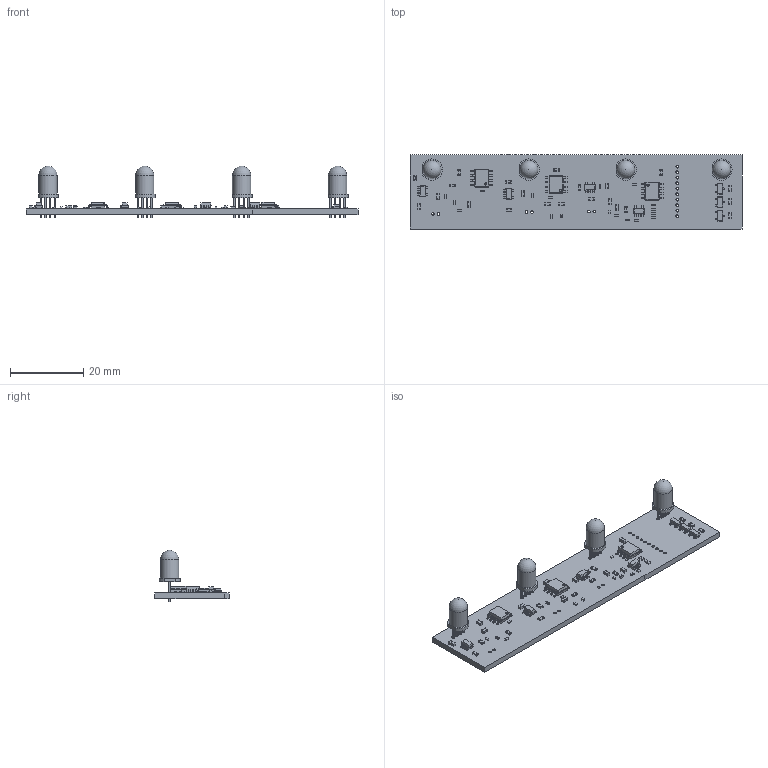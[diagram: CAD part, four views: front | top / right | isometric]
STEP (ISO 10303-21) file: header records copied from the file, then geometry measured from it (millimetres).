
FILE_DESCRIPTION(('KiCad electronic assembly'),'2;1');
FILE_NAME('jantteri-secondary.step','2021-02-10T10:08:13',('An Author'), ('A Company'),'Open CASCADE STEP processor 6.9', 'KiCad to STEP converter','Unknown');
FILE_SCHEMA(('AUTOMOTIVE_DESIGN { 1 0 10303 214 1 1 1 1 }'));
Length unit declared in the file: millimetre
Products named in the file (18): Open CASCADE STEP translator 6.9 1; LED_D5.0mm-4_RGB; SOLID; C_0402_1005Metric; C_0603_1608Metric; SOT-23; R_0603_1608Metric; R_0402_1005Metric; SOT-23-5; SOIC-8_3.9x4.9mm_P1.27mm; COMPOUND
Assembly tree (63 placements, depth 3):
  Open CASCADE STEP translator 6.9 1
    LED_D5.0mm-4_RGB  x4
      SOLID
    C_0402_1005Metric  x6
      SOLID
    C_0603_1608Metric  x10
      SOLID
    SOT-23  x3
      SOLID
    R_0603_1608Metric  x12
      SOLID
    R_0402_1005Metric  x12
      SOLID
    SOT-23-5  x4
      SOLID
    SOIC-8_3.9x4.9mm_P1.27mm  x3
      SOLID
    COMPOUND
Bounding box: 90.55 x 20.32 x 14.1 mm (x, y, z)
Volume: 3714 mm3; surface area: 5514.2 mm2
Topology: 55 solids, 55 shells, 2349 faces, 6002 edges, 3810 vertices
Faces by surface type: plane 1413, cylinder 639, bspline 293, sphere 4
Full cylindrical faces by diameter (mm): 0.6 x3, 0.73 x16, 0.9 x16, 5 x4
Entity records: 37140 total; most frequent: CARTESIAN_POINT 7193, DIRECTION 4776, LINE 3125, VECTOR 3125, ORIENTED_EDGE 2634, PCURVE 2634, DEFINITIONAL_REPRESENTATION 2634, EDGE_CURVE 1317
